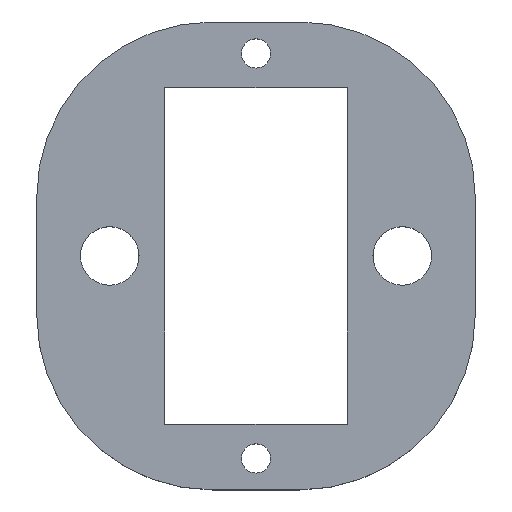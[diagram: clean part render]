
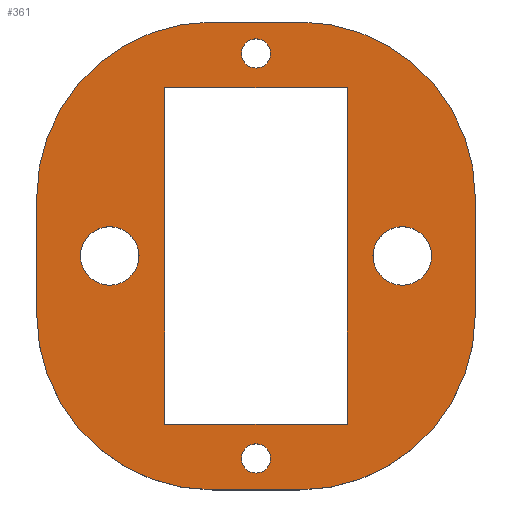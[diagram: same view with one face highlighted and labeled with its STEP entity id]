
A CAD part, top view. The second image highlights one B-rep face of the part: STEP entity #361.
In plain terms, the highlighted planar face has unit normal (0, 0, 1).
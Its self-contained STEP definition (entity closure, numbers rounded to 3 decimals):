
#15=FACE_BOUND('',#70,.T.);
#16=FACE_BOUND('',#71,.T.);
#17=FACE_BOUND('',#72,.T.);
#18=FACE_BOUND('',#73,.T.);
#19=FACE_BOUND('',#74,.T.);
#33=PLANE('',#409);
#51=FACE_OUTER_BOUND('',#69,.T.);
#69=EDGE_LOOP('',(#305,#306,#307,#308,#309,#310,#311,#312));
#70=EDGE_LOOP('',(#313));
#71=EDGE_LOOP('',(#314,#315,#316,#317));
#72=EDGE_LOOP('',(#318));
#73=EDGE_LOOP('',(#319));
#74=EDGE_LOOP('',(#320));
#86=LINE('',#539,#118);
#89=LINE('',#545,#121);
#92=LINE('',#551,#124);
#95=LINE('',#555,#127);
#99=LINE('',#569,#131);
#103=LINE('',#581,#135);
#107=LINE('',#593,#139);
#111=LINE('',#605,#143);
#118=VECTOR('',#438,10.);
#121=VECTOR('',#443,10.);
#124=VECTOR('',#448,10.);
#127=VECTOR('',#453,10.);
#131=VECTOR('',#465,10.);
#135=VECTOR('',#477,10.);
#139=VECTOR('',#489,10.);
#143=VECTOR('',#501,10.);
#145=CIRCLE('',#378,1.);
#147=CIRCLE('',#381,1.);
#149=CIRCLE('',#384,2.);
#151=CIRCLE('',#391,2.);
#154=CIRCLE('',#396,12.);
#156=CIRCLE('',#400,12.);
#158=CIRCLE('',#404,12.);
#160=CIRCLE('',#408,12.);
#161=VERTEX_POINT('',#515);
#163=VERTEX_POINT('',#521);
#165=VERTEX_POINT('',#527);
#169=VERTEX_POINT('',#536);
#170=VERTEX_POINT('',#538);
#172=VERTEX_POINT('',#544);
#174=VERTEX_POINT('',#550);
#175=VERTEX_POINT('',#557);
#179=VERTEX_POINT('',#566);
#180=VERTEX_POINT('',#568);
#182=VERTEX_POINT('',#574);
#184=VERTEX_POINT('',#580);
#186=VERTEX_POINT('',#586);
#188=VERTEX_POINT('',#592);
#190=VERTEX_POINT('',#598);
#192=VERTEX_POINT('',#604);
#193=EDGE_CURVE('',#161,#161,#145,.T.);
#196=EDGE_CURVE('',#163,#163,#147,.T.);
#199=EDGE_CURVE('',#165,#165,#149,.T.);
#204=EDGE_CURVE('',#170,#169,#86,.T.);
#207=EDGE_CURVE('',#172,#170,#89,.T.);
#210=EDGE_CURVE('',#174,#172,#92,.T.);
#213=EDGE_CURVE('',#169,#174,#95,.T.);
#214=EDGE_CURVE('',#175,#175,#151,.T.);
#219=EDGE_CURVE('',#180,#179,#99,.T.);
#222=EDGE_CURVE('',#182,#180,#154,.T.);
#225=EDGE_CURVE('',#184,#182,#103,.T.);
#228=EDGE_CURVE('',#186,#184,#156,.T.);
#231=EDGE_CURVE('',#188,#186,#107,.T.);
#234=EDGE_CURVE('',#190,#188,#158,.T.);
#237=EDGE_CURVE('',#192,#190,#111,.T.);
#240=EDGE_CURVE('',#179,#192,#160,.T.);
#305=ORIENTED_EDGE('',*,*,#240,.T.);
#306=ORIENTED_EDGE('',*,*,#237,.T.);
#307=ORIENTED_EDGE('',*,*,#234,.T.);
#308=ORIENTED_EDGE('',*,*,#231,.T.);
#309=ORIENTED_EDGE('',*,*,#228,.T.);
#310=ORIENTED_EDGE('',*,*,#225,.T.);
#311=ORIENTED_EDGE('',*,*,#222,.T.);
#312=ORIENTED_EDGE('',*,*,#219,.T.);
#313=ORIENTED_EDGE('',*,*,#214,.T.);
#314=ORIENTED_EDGE('',*,*,#213,.T.);
#315=ORIENTED_EDGE('',*,*,#210,.T.);
#316=ORIENTED_EDGE('',*,*,#207,.T.);
#317=ORIENTED_EDGE('',*,*,#204,.T.);
#318=ORIENTED_EDGE('',*,*,#199,.T.);
#319=ORIENTED_EDGE('',*,*,#196,.T.);
#320=ORIENTED_EDGE('',*,*,#193,.T.);
#361=ADVANCED_FACE('',(#51,#15,#16,#17,#18,#19),#33,.T.);
#378=AXIS2_PLACEMENT_3D('',#516,#415,#416);
#381=AXIS2_PLACEMENT_3D('',#522,#422,#423);
#384=AXIS2_PLACEMENT_3D('',#528,#429,#430);
#391=AXIS2_PLACEMENT_3D('',#558,#456,#457);
#396=AXIS2_PLACEMENT_3D('',#575,#471,#472);
#400=AXIS2_PLACEMENT_3D('',#587,#483,#484);
#404=AXIS2_PLACEMENT_3D('',#599,#495,#496);
#408=AXIS2_PLACEMENT_3D('',#609,#507,#508);
#409=AXIS2_PLACEMENT_3D('',#610,#509,#510);
#415=DIRECTION('center_axis',(0.,0.,-1.));
#416=DIRECTION('ref_axis',(1.,0.,0.));
#422=DIRECTION('center_axis',(0.,0.,-1.));
#423=DIRECTION('ref_axis',(1.,0.,0.));
#429=DIRECTION('center_axis',(0.,0.,-1.));
#430=DIRECTION('ref_axis',(1.,0.,0.));
#438=DIRECTION('',(1.,0.,0.));
#443=DIRECTION('',(0.,1.,0.));
#448=DIRECTION('',(-1.,0.,0.));
#453=DIRECTION('',(0.,-1.,0.));
#456=DIRECTION('center_axis',(0.,0.,-1.));
#457=DIRECTION('ref_axis',(1.,0.,0.));
#465=DIRECTION('',(0.,-1.,0.));
#471=DIRECTION('center_axis',(0.,0.,1.));
#472=DIRECTION('ref_axis',(0.,1.,0.));
#477=DIRECTION('',(-1.,0.,0.));
#483=DIRECTION('center_axis',(0.,0.,1.));
#484=DIRECTION('ref_axis',(1.,0.,0.));
#489=DIRECTION('',(0.,1.,0.));
#495=DIRECTION('center_axis',(0.,0.,1.));
#496=DIRECTION('ref_axis',(0.,-1.,0.));
#501=DIRECTION('',(1.,0.,0.));
#507=DIRECTION('center_axis',(0.,0.,1.));
#508=DIRECTION('ref_axis',(-1.,0.,0.));
#509=DIRECTION('center_axis',(0.,0.,1.));
#510=DIRECTION('ref_axis',(1.,0.,0.));
#515=CARTESIAN_POINT('',(-1.,13.85,5.));
#516=CARTESIAN_POINT('Origin',(0.,13.85,5.));
#521=CARTESIAN_POINT('',(-1.,-13.85,5.));
#522=CARTESIAN_POINT('Origin',(0.,-13.85,5.));
#527=CARTESIAN_POINT('',(8.,0.,5.));
#528=CARTESIAN_POINT('Origin',(10.,0.,5.));
#536=CARTESIAN_POINT('',(6.25,11.5,5.));
#538=CARTESIAN_POINT('',(-6.25,11.5,5.));
#539=CARTESIAN_POINT('',(6.25,11.5,5.));
#544=CARTESIAN_POINT('',(-6.25,-11.5,5.));
#545=CARTESIAN_POINT('',(-6.25,11.5,5.));
#550=CARTESIAN_POINT('',(6.25,-11.5,5.));
#551=CARTESIAN_POINT('',(-6.25,-11.5,5.));
#555=CARTESIAN_POINT('',(6.25,-11.5,5.));
#557=CARTESIAN_POINT('',(-12.,0.,5.));
#558=CARTESIAN_POINT('Origin',(-10.,0.,5.));
#566=CARTESIAN_POINT('',(-15.,-4.,5.));
#568=CARTESIAN_POINT('',(-15.,4.,5.));
#569=CARTESIAN_POINT('',(-15.,4.,5.));
#574=CARTESIAN_POINT('',(-3.,16.,5.));
#575=CARTESIAN_POINT('Origin',(-3.,4.,5.));
#580=CARTESIAN_POINT('',(3.,16.,5.));
#581=CARTESIAN_POINT('',(3.,16.,5.));
#586=CARTESIAN_POINT('',(15.,4.,5.));
#587=CARTESIAN_POINT('Origin',(3.,4.,5.));
#592=CARTESIAN_POINT('',(15.,-4.,5.));
#593=CARTESIAN_POINT('',(15.,-4.,5.));
#598=CARTESIAN_POINT('',(3.,-16.,5.));
#599=CARTESIAN_POINT('Origin',(3.,-4.,5.));
#604=CARTESIAN_POINT('',(-3.,-16.,5.));
#605=CARTESIAN_POINT('',(-3.,-16.,5.));
#609=CARTESIAN_POINT('Origin',(-3.,-4.,5.));
#610=CARTESIAN_POINT('Origin',(0.,0.,5.));
